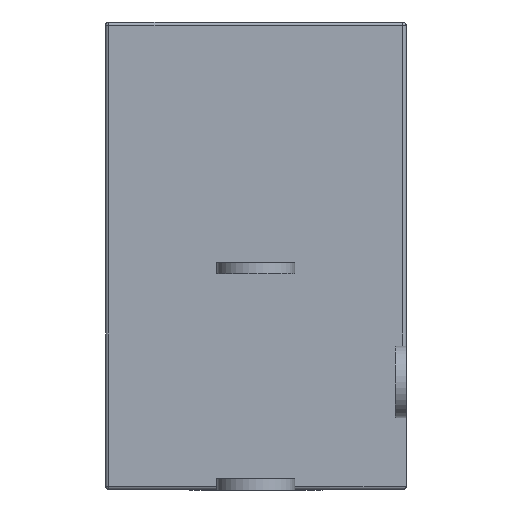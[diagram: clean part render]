
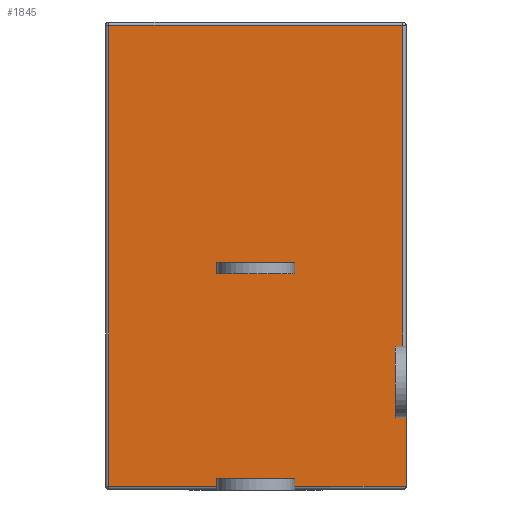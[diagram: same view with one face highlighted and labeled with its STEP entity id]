
A CAD part, front view. The second image highlights one B-rep face of the part: STEP entity #1845.
In plain terms, the highlighted planar face has unit normal (0, -1, 0).
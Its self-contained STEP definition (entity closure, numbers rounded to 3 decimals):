
#15 = VERTEX_POINT ( 'NONE', #602 ) ;
#50 = VERTEX_POINT ( 'NONE', #1902 ) ;
#55 = CARTESIAN_POINT ( 'NONE',  ( 1.165, -5.5, -7.2 ) ) ;
#129 = EDGE_CURVE ( 'NONE', #50, #1989, #1018, .T. ) ;
#157 = ORIENTED_EDGE ( 'NONE', *, *, #649, .T. ) ;
#159 = DIRECTION ( 'NONE',  ( 0., 0., 1. ) ) ;
#170 = DIRECTION ( 'NONE',  ( 0., 0., -1. ) ) ;
#190 = AXIS2_PLACEMENT_3D ( 'NONE', #2680, #1146, #170 ) ;
#203 = EDGE_CURVE ( 'NONE', #1869, #2579, #701, .T. ) ;
#221 = VERTEX_POINT ( 'NONE', #1796 ) ;
#230 = VECTOR ( 'NONE', #2443, 1000. ) ;
#282 = DIRECTION ( 'NONE',  ( -1., 0., 0. ) ) ;
#305 = FACE_OUTER_BOUND ( 'NONE', #2239, .T. ) ;
#366 = VECTOR ( 'NONE', #2797, 1000. ) ;
#377 = DIRECTION ( 'NONE',  ( 1., 0., 0. ) ) ;
#417 = PLANE ( 'NONE',  #190 ) ;
#448 = CARTESIAN_POINT ( 'NONE',  ( 4.17, -5.5, -14. ) ) ;
#451 = DIRECTION ( 'NONE',  ( 1., 0., 0. ) ) ;
#469 = EDGE_CURVE ( 'NONE', #221, #2955, #1572, .T. ) ;
#504 = EDGE_CURVE ( 'NONE', #658, #50, #1490, .T. ) ;
#555 = ORIENTED_EDGE ( 'NONE', *, *, #129, .T. ) ;
#602 = CARTESIAN_POINT ( 'NONE',  ( 1.165, -5.5, -13.9 ) ) ;
#649 = EDGE_CURVE ( 'NONE', #1989, #2955, #1849, .T. ) ;
#658 = VERTEX_POINT ( 'NONE', #1121 ) ;
#701 = LINE ( 'NONE', #795, #1995 ) ;
#746 = EDGE_CURVE ( 'NONE', #15, #2924, #1980, .T. ) ;
#757 = CARTESIAN_POINT ( 'NONE',  ( 1.165, -5.5, -13.67 ) ) ;
#759 = DIRECTION ( 'NONE',  ( 0., 0., 1. ) ) ;
#795 = CARTESIAN_POINT ( 'NONE',  ( -4.5, -5.5, -9.7 ) ) ;
#876 = EDGE_CURVE ( 'NONE', #1951, #3052, #1608, .T. ) ;
#964 = CARTESIAN_POINT ( 'NONE',  ( -4.5, -5.5, -11.85 ) ) ;
#987 = ORIENTED_EDGE ( 'NONE', *, *, #876, .F. ) ;
#1018 = LINE ( 'NONE', #1825, #366 ) ;
#1027 = DIRECTION ( 'NONE',  ( 1., 0., 0. ) ) ;
#1050 = EDGE_CURVE ( 'NONE', #1173, #1951, #1725, .T. ) ;
#1078 = ORIENTED_EDGE ( 'NONE', *, *, #2276, .T. ) ;
#1082 = LINE ( 'NONE', #1395, #230 ) ;
#1121 = CARTESIAN_POINT ( 'NONE',  ( 4.4, -5.5, -0.1 ) ) ;
#1125 = LINE ( 'NONE', #2546, #2400 ) ;
#1146 = DIRECTION ( 'NONE',  ( 0., -1., 0. ) ) ;
#1154 = ORIENTED_EDGE ( 'NONE', *, *, #2447, .T. ) ;
#1172 = CARTESIAN_POINT ( 'NONE',  ( -1.165, -5.5, -7.2 ) ) ;
#1173 = VERTEX_POINT ( 'NONE', #1695 ) ;
#1180 = CARTESIAN_POINT ( 'NONE',  ( -1.165, -5.5, -7.53 ) ) ;
#1212 = CARTESIAN_POINT ( 'NONE',  ( 1.165, -5.5, -7.53 ) ) ;
#1226 = EDGE_CURVE ( 'NONE', #2841, #2005, #3257, .T. ) ;
#1278 = CARTESIAN_POINT ( 'NONE',  ( 4.17, -5.5, -11.85 ) ) ;
#1284 = VECTOR ( 'NONE', #2965, 1000. ) ;
#1308 = DIRECTION ( 'NONE',  ( 0., 0., 1. ) ) ;
#1319 = VECTOR ( 'NONE', #1308, 1000. ) ;
#1395 = CARTESIAN_POINT ( 'NONE',  ( 4.4, -5.5, -14. ) ) ;
#1399 = ORIENTED_EDGE ( 'NONE', *, *, #504, .T. ) ;
#1490 = LINE ( 'NONE', #2940, #2993 ) ;
#1572 = LINE ( 'NONE', #2442, #2092 ) ;
#1606 = VECTOR ( 'NONE', #1027, 1000. ) ;
#1608 = LINE ( 'NONE', #2606, #1319 ) ;
#1695 = CARTESIAN_POINT ( 'NONE',  ( -1.165, -5.5, -7.53 ) ) ;
#1725 = LINE ( 'NONE', #2884, #2556 ) ;
#1730 = LINE ( 'NONE', #1180, #3035 ) ;
#1796 = CARTESIAN_POINT ( 'NONE',  ( -1.165, -5.5, -13.67 ) ) ;
#1800 = EDGE_CURVE ( 'NONE', #1173, #2766, #1730, .T. ) ;
#1804 = CARTESIAN_POINT ( 'NONE',  ( -1.165, -5.5, -13.9 ) ) ;
#1825 = CARTESIAN_POINT ( 'NONE',  ( -4.4, -5.5, -14. ) ) ;
#1827 = ORIENTED_EDGE ( 'NONE', *, *, #2674, .T. ) ;
#1845 = ADVANCED_FACE ( 'NONE', ( #305, #2411 ), #417, .T. ) ;
#1849 = LINE ( 'NONE', #3147, #2690 ) ;
#1868 = CARTESIAN_POINT ( 'NONE',  ( 4.5, -5.5, -11.85 ) ) ;
#1869 = VERTEX_POINT ( 'NONE', #1921 ) ;
#1895 = CARTESIAN_POINT ( 'NONE',  ( 4.17, -5.5, -9.7 ) ) ;
#1902 = CARTESIAN_POINT ( 'NONE',  ( -4.4, -5.5, -0.1 ) ) ;
#1921 = CARTESIAN_POINT ( 'NONE',  ( 4.4, -5.5, -9.7 ) ) ;
#1939 = LINE ( 'NONE', #448, #2600 ) ;
#1951 = VERTEX_POINT ( 'NONE', #1212 ) ;
#1976 = LINE ( 'NONE', #3267, #1284 ) ;
#1979 = DIRECTION ( 'NONE',  ( 1., 0., 0. ) ) ;
#1980 = LINE ( 'NONE', #2551, #2867 ) ;
#1987 = EDGE_CURVE ( 'NONE', #2841, #2579, #1939, .T. ) ;
#1989 = VERTEX_POINT ( 'NONE', #3226 ) ;
#1995 = VECTOR ( 'NONE', #282, 1000. ) ;
#2005 = VERTEX_POINT ( 'NONE', #1868 ) ;
#2048 = LINE ( 'NONE', #55, #1606 ) ;
#2092 = VECTOR ( 'NONE', #3179, 1000. ) ;
#2102 = EDGE_CURVE ( 'NONE', #1869, #658, #1082, .T. ) ;
#2174 = ORIENTED_EDGE ( 'NONE', *, *, #1050, .F. ) ;
#2205 = VECTOR ( 'NONE', #451, 1000. ) ;
#2239 = EDGE_LOOP ( 'NONE', ( #2987, #2464, #1078, #3275, #2358, #2992, #2462, #1399, #555, #157, #2426, #1827 ) ) ;
#2274 = EDGE_CURVE ( 'NONE', #15, #3130, #1976, .T. ) ;
#2276 = EDGE_CURVE ( 'NONE', #3130, #2005, #1125, .T. ) ;
#2358 = ORIENTED_EDGE ( 'NONE', *, *, #1987, .T. ) ;
#2389 = ORIENTED_EDGE ( 'NONE', *, *, #1800, .T. ) ;
#2400 = VECTOR ( 'NONE', #759, 1000. ) ;
#2411 = FACE_BOUND ( 'NONE', #2755, .T. ) ;
#2426 = ORIENTED_EDGE ( 'NONE', *, *, #469, .F. ) ;
#2442 = CARTESIAN_POINT ( 'NONE',  ( -1.165, -5.5, -14. ) ) ;
#2443 = DIRECTION ( 'NONE',  ( 0., 0., 1. ) ) ;
#2447 = EDGE_CURVE ( 'NONE', #2766, #3052, #2048, .T. ) ;
#2462 = ORIENTED_EDGE ( 'NONE', *, *, #2102, .T. ) ;
#2464 = ORIENTED_EDGE ( 'NONE', *, *, #2274, .T. ) ;
#2473 = DIRECTION ( 'NONE',  ( 0., 0., 1. ) ) ;
#2522 = VECTOR ( 'NONE', #1979, 1000. ) ;
#2546 = CARTESIAN_POINT ( 'NONE',  ( 4.5, -5.5, -14. ) ) ;
#2551 = CARTESIAN_POINT ( 'NONE',  ( 1.165, -5.5, -14. ) ) ;
#2556 = VECTOR ( 'NONE', #377, 1000. ) ;
#2579 = VERTEX_POINT ( 'NONE', #1895 ) ;
#2600 = VECTOR ( 'NONE', #2473, 1000. ) ;
#2606 = CARTESIAN_POINT ( 'NONE',  ( 1.165, -5.5, -7.53 ) ) ;
#2627 = CARTESIAN_POINT ( 'NONE',  ( 4.5, -5.5, -13.9 ) ) ;
#2674 = EDGE_CURVE ( 'NONE', #221, #2924, #2784, .T. ) ;
#2680 = CARTESIAN_POINT ( 'NONE',  ( -4.5, -5.5, -14. ) ) ;
#2690 = VECTOR ( 'NONE', #3133, 1000. ) ;
#2706 = DIRECTION ( 'NONE',  ( -1., 0., 0. ) ) ;
#2755 = EDGE_LOOP ( 'NONE', ( #1154, #987, #2174, #2389 ) ) ;
#2766 = VERTEX_POINT ( 'NONE', #1172 ) ;
#2784 = LINE ( 'NONE', #3217, #2205 ) ;
#2797 = DIRECTION ( 'NONE',  ( 0., 0., -1. ) ) ;
#2841 = VERTEX_POINT ( 'NONE', #1278 ) ;
#2844 = CARTESIAN_POINT ( 'NONE',  ( 1.165, -5.5, -7.2 ) ) ;
#2867 = VECTOR ( 'NONE', #3020, 1000. ) ;
#2884 = CARTESIAN_POINT ( 'NONE',  ( 1.165, -5.5, -7.53 ) ) ;
#2924 = VERTEX_POINT ( 'NONE', #757 ) ;
#2940 = CARTESIAN_POINT ( 'NONE',  ( -4.5, -5.5, -0.1 ) ) ;
#2955 = VERTEX_POINT ( 'NONE', #1804 ) ;
#2965 = DIRECTION ( 'NONE',  ( 1., 0., 0. ) ) ;
#2987 = ORIENTED_EDGE ( 'NONE', *, *, #746, .F. ) ;
#2992 = ORIENTED_EDGE ( 'NONE', *, *, #203, .F. ) ;
#2993 = VECTOR ( 'NONE', #2706, 1000. ) ;
#3020 = DIRECTION ( 'NONE',  ( 0., 0., 1. ) ) ;
#3035 = VECTOR ( 'NONE', #159, 1000. ) ;
#3052 = VERTEX_POINT ( 'NONE', #2844 ) ;
#3130 = VERTEX_POINT ( 'NONE', #2627 ) ;
#3133 = DIRECTION ( 'NONE',  ( 1., 0., 0. ) ) ;
#3147 = CARTESIAN_POINT ( 'NONE',  ( -1.165, -5.5, -13.9 ) ) ;
#3179 = DIRECTION ( 'NONE',  ( 0., 0., -1. ) ) ;
#3217 = CARTESIAN_POINT ( 'NONE',  ( -4.5, -5.5, -13.67 ) ) ;
#3226 = CARTESIAN_POINT ( 'NONE',  ( -4.4, -5.5, -13.9 ) ) ;
#3257 = LINE ( 'NONE', #964, #2522 ) ;
#3267 = CARTESIAN_POINT ( 'NONE',  ( 4.5, -5.5, -13.9 ) ) ;
#3275 = ORIENTED_EDGE ( 'NONE', *, *, #1226, .F. ) ;
